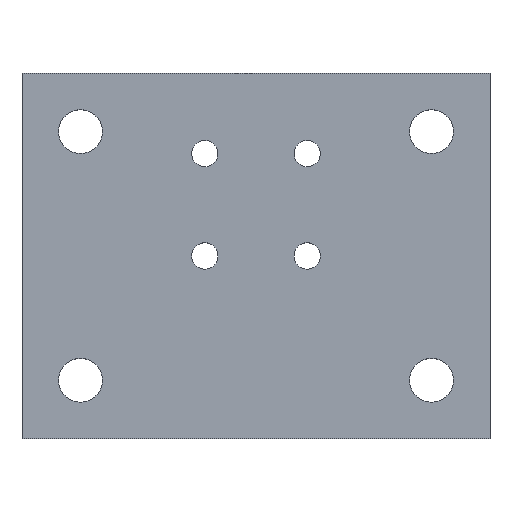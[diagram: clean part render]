
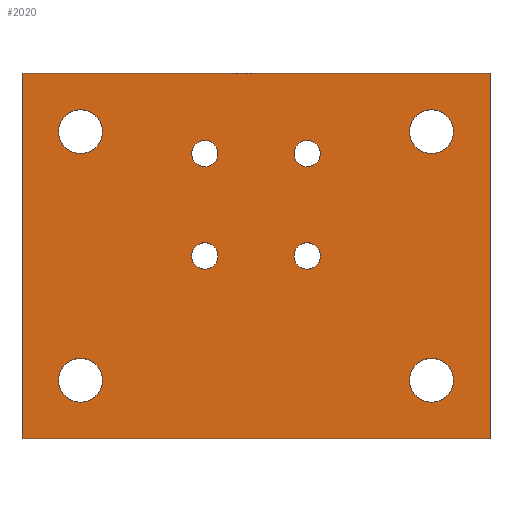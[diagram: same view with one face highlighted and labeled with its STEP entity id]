
A CAD part, top view. The second image highlights one B-rep face of the part: STEP entity #2020.
In plain terms, the highlighted planar face has unit normal (0, 0, 1).
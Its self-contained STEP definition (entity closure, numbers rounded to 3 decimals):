
#430=CARTESIAN_POINT('',(-62.,-62.,15.));
#440=DIRECTION('',(0.,0.,1.));
#450=DIRECTION('',(1.,0.,0.));
#460=AXIS2_PLACEMENT_3D('',#430,#440,#450);
#470=PLANE('',#460);
#480=CARTESIAN_POINT('',(0.,0.,15.))
;
#490=DIRECTION('',(0.,0.,1.));
#500=DIRECTION('',(1.,0.,0.));
#510=AXIS2_PLACEMENT_3D('',#480,#490,#500);
#520=CIRCLE('',#510,4.5);
#530=CARTESIAN_POINT('',(4.5,0.,15.));
#540=VERTEX_POINT('',#530);
#550=CARTESIAN_POINT('',(-4.5,0.,15.));
#560=VERTEX_POINT('',#550);
#570=EDGE_CURVE('',#540,#560,#520,.T.);
#580=ORIENTED_EDGE('',*,*,#570,.F.);
#590=EDGE_CURVE('',#560,#540,#520,.T.);
#600=ORIENTED_EDGE('',*,*,#590,.F.);
#610=EDGE_LOOP('',(#600,#580));
#620=FACE_BOUND('',#610,.T.);
#630=CARTESIAN_POINT('',(0.,35.,15.));
#640=DIRECTION('',(0.,0.,1.));
#650=DIRECTION('',(1.,0.,0.));
#660=AXIS2_PLACEMENT_3D('',#630,#640,#650);
#670=CIRCLE('',#660,4.5);
#680=CARTESIAN_POINT('',(4.5,35.,15.));
#690=VERTEX_POINT('',#680);
#700=CARTESIAN_POINT('',(-4.5,35.,15.));
#710=VERTEX_POINT('',#700);
#720=EDGE_CURVE('',#690,#710,#670,.T.);
#730=ORIENTED_EDGE('',*,*,#720,.F.);
#740=EDGE_CURVE('',#710,#690,#670,.T.);
#750=ORIENTED_EDGE('',*,*,#740,.F.);
#760=EDGE_LOOP('',(#750,#730));
#770=FACE_BOUND('',#760,.T.);
#780=CARTESIAN_POINT('',(-42.5,-42.5,15.));
#790=DIRECTION('',(0.,0.,-1.));
#800=DIRECTION('',(1.,0.,0.));
#810=AXIS2_PLACEMENT_3D('',#780,#790,#800);
#820=CIRCLE('',#810,7.5);
#830=CARTESIAN_POINT('',(-50.,-42.5,15.));
#840=VERTEX_POINT('',#830);
#850=CARTESIAN_POINT('',(-35.,-42.5,15.));
#860=VERTEX_POINT('',#850);
#870=EDGE_CURVE('',#840,#860,#820,.T.);
#880=ORIENTED_EDGE('',*,*,#870,.T.);
#890=EDGE_CURVE('',#860,#840,#820,.T.);
#900=ORIENTED_EDGE('',*,*,#890,.T.);
#910=EDGE_LOOP('',(#900,#880));
#920=FACE_BOUND('',#910,.T.);
#930=CARTESIAN_POINT('',(77.5,42.5,15.));
#940=DIRECTION('',(0.,0.,-1.));
#950=DIRECTION('',(1.,0.,0.));
#960=AXIS2_PLACEMENT_3D('',#930,#940,#950);
#970=CIRCLE('',#960,7.5);
#980=CARTESIAN_POINT('',(70.,42.5,15.));
#990=VERTEX_POINT('',#980);
#1000=CARTESIAN_POINT('',(85.,42.5,15.));
#1010=VERTEX_POINT('',#1000);
#1020=EDGE_CURVE('',#990,#1010,#970,.T.);
#1030=ORIENTED_EDGE('',*,*,#1020,.T.);
#1040=EDGE_CURVE('',#1010,#990,#970,.T.);
#1050=ORIENTED_EDGE('',*,*,#1040,.T.);
#1060=EDGE_LOOP('',(#1050,#1030));
#1070=FACE_BOUND('',#1060,.T.);
#1080=CARTESIAN_POINT('',(77.5,-42.5,15.));
#1090=DIRECTION('',(0.,0.,-1.));
#1100=DIRECTION('',(1.,0.,0.));
#1110=AXIS2_PLACEMENT_3D('',#1080,#1090,#1100);
#1120=CIRCLE('',#1110,7.5);
#1130=CARTESIAN_POINT('',(70.,-42.5,15.));
#1140=VERTEX_POINT('',#1130);
#1150=CARTESIAN_POINT('',(85.,-42.5,15.));
#1160=VERTEX_POINT('',#1150);
#1170=EDGE_CURVE('',#1140,#1160,#1120,.T.);
#1180=ORIENTED_EDGE('',*,*,#1170,.T.);
#1190=EDGE_CURVE('',#1160,#1140,#1120,.T.);
#1200=ORIENTED_EDGE('',*,*,#1190,.T.);
#1210=EDGE_LOOP('',(#1200,#1180));
#1220=FACE_BOUND('',#1210,.T.);
#1230=CARTESIAN_POINT('',(-42.5,42.5,15.));
#1240=DIRECTION('',(0.,0.,-1.));
#1250=DIRECTION('',(1.,0.,0.));
#1260=AXIS2_PLACEMENT_3D('',#1230,#1240,#1250);
#1270=CIRCLE('',#1260,7.5);
#1280=CARTESIAN_POINT('',(-35.,42.5,15.));
#1290=VERTEX_POINT('',#1280);
#1300=CARTESIAN_POINT('',(-50.,42.5,15.));
#1310=VERTEX_POINT('',#1300);
#1320=EDGE_CURVE('',#1290,#1310,#1270,.T.);
#1330=ORIENTED_EDGE('',*,*,#1320,.T.);
#1340=EDGE_CURVE('',#1310,#1290,#1270,.T.);
#1350=ORIENTED_EDGE('',*,*,#1340,.T.);
#1360=EDGE_LOOP('',(#1350,#1330));
#1370=FACE_BOUND('',#1360,.T.);
#1380=CARTESIAN_POINT('',(35.,0.,15.));
#1390=DIRECTION('',(0.,0.,1.));
#1400=DIRECTION('',(1.,0.,0.));
#1410=AXIS2_PLACEMENT_3D('',#1380,#1390,#1400);
#1420=CIRCLE('',#1410,4.5);
#1430=CARTESIAN_POINT('',(39.5,0.,15.));
#1440=VERTEX_POINT('',#1430);
#1450=CARTESIAN_POINT('',(30.5,0.,15.));
#1460=VERTEX_POINT('',#1450);
#1470=EDGE_CURVE('',#1440,#1460,#1420,.T.);
#1480=ORIENTED_EDGE('',*,*,#1470,.F.);
#1490=EDGE_CURVE('',#1460,#1440,#1420,.T.);
#1500=ORIENTED_EDGE('',*,*,#1490,.F.);
#1510=EDGE_LOOP('',(#1500,#1480));
#1520=FACE_BOUND('',#1510,.T.);
#1530=CARTESIAN_POINT('',(35.,35.,15.));
#1540=DIRECTION('',(0.,0.,1.));
#1550=DIRECTION('',(1.,0.,0.));
#1560=AXIS2_PLACEMENT_3D('',#1530,#1540,#1550);
#1570=CIRCLE('',#1560,4.5);
#1580=CARTESIAN_POINT('',(39.5,35.,15.));
#1590=VERTEX_POINT('',#1580);
#1600=CARTESIAN_POINT('',(30.5,35.,15.));
#1610=VERTEX_POINT('',#1600);
#1620=EDGE_CURVE('',#1590,#1610,#1570,.T.);
#1630=ORIENTED_EDGE('',*,*,#1620,.F.);
#1640=EDGE_CURVE('',#1610,#1590,#1570,.T.);
#1650=ORIENTED_EDGE('',*,*,#1640,.F.);
#1660=EDGE_LOOP('',(#1650,#1630));
#1670=FACE_BOUND('',#1660,.T.);
#1680=CARTESIAN_POINT('',(0.,-62.5,15.));
#1690=DIRECTION('',(1.,0.,0.));
#1700=VECTOR('',#1690,1.);
#1710=LINE('',#1680,#1700);
#1720=CARTESIAN_POINT('',(-62.5,-62.5,15.));
#1730=VERTEX_POINT('',#1720);
#1740=CARTESIAN_POINT('',(97.5,-62.5,15.));
#1750=VERTEX_POINT('',#1740);
#1760=EDGE_CURVE('',#1730,#1750,#1710,.T.);
#1770=ORIENTED_EDGE('',*,*,#1760,.T.);
#1780=CARTESIAN_POINT('',(-62.5,0.,15.));
#1790=DIRECTION('',(0.,-1.,0.));
#1800=VECTOR('',#1790,1.);
#1810=LINE('',#1780,#1800);
#1820=CARTESIAN_POINT('',(-62.5,62.5,15.));
#1830=VERTEX_POINT('',#1820);
#1840=EDGE_CURVE('',#1830,#1730,#1810,.T.);
#1850=ORIENTED_EDGE('',*,*,#1840,.T.);
#1860=CARTESIAN_POINT('',(0.,62.5,15.));
#1870=DIRECTION('',(-1.,0.,0.));
#1880=VECTOR('',#1870,1.);
#1890=LINE('',#1860,#1880);
#1900=CARTESIAN_POINT('',(97.5,62.5,15.));
#1910=VERTEX_POINT('',#1900);
#1920=EDGE_CURVE('',#1910,#1830,#1890,.T.);
#1930=ORIENTED_EDGE('',*,*,#1920,.T.);
#1940=CARTESIAN_POINT('',(97.5,0.,15.));
#1950=DIRECTION('',(0.,1.,0.));
#1960=VECTOR('',#1950,1.);
#1970=LINE('',#1940,#1960);
#1980=EDGE_CURVE('',#1750,#1910,#1970,.T.);
#1990=ORIENTED_EDGE('',*,*,#1980,.T.);
#2000=EDGE_LOOP('',(#1990,#1930,#1850,#1770));
#2010=FACE_OUTER_BOUND('',#2000,.T.);
#2020=ADVANCED_FACE('',(#620,#770,#920,#1070,#1220,#1370,#1520,#1670,
#2010),#470,.T.);
